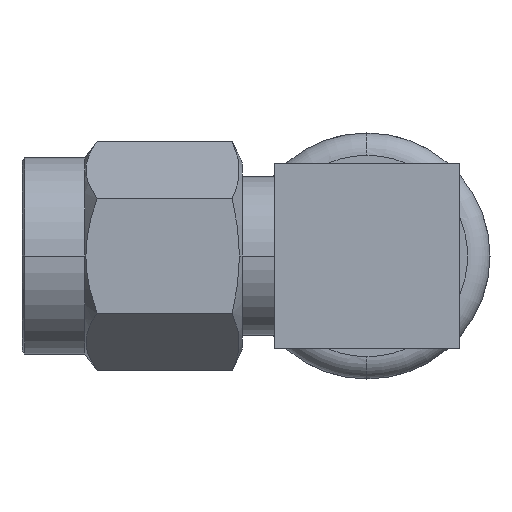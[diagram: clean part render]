
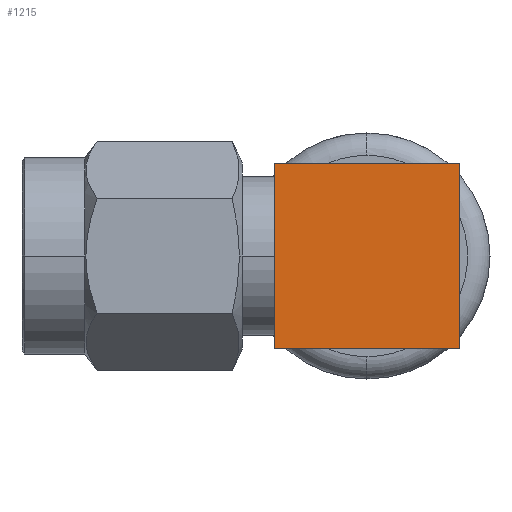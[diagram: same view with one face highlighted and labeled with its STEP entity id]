
A CAD part, left-side view. The second image highlights one B-rep face of the part: STEP entity #1215.
In plain terms, the highlighted planar face has unit normal (-1, 0, 0).
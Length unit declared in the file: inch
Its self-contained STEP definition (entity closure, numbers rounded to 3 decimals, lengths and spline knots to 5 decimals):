
#46 = DIRECTION ( 'NONE',  ( 0., 0., -1. ) ) ;
#73 = DIRECTION ( 'NONE',  ( 0., 0., -1. ) ) ;
#181 = VECTOR ( 'NONE', #46, 39.37008 ) ;
#246 = ORIENTED_EDGE ( 'NONE', *, *, #1418, .T. ) ;
#270 = FACE_OUTER_BOUND ( 'NONE', #1362, .T. ) ;
#399 = VERTEX_POINT ( 'NONE', #531 ) ;
#424 = AXIS2_PLACEMENT_3D ( 'NONE', #835, #2441, #73 ) ;
#531 = CARTESIAN_POINT ( 'NONE',  ( -0.26315, -0.13832, 0.13832 ) ) ;
#533 = DIRECTION ( 'NONE',  ( 0., 0., -1. ) ) ;
#665 = CARTESIAN_POINT ( 'NONE',  ( -0.26315, 0.13832, 0.13832 ) ) ;
#666 = ORIENTED_EDGE ( 'NONE', *, *, #1304, .T. ) ;
#702 = EDGE_CURVE ( 'NONE', #1566, #399, #901, .T. ) ;
#741 = LINE ( 'NONE', #1538, #1967 ) ;
#835 = CARTESIAN_POINT ( 'NONE',  ( -0.26315, 0.13832, 0.13832 ) ) ;
#848 = ORIENTED_EDGE ( 'NONE', *, *, #1983, .F. ) ;
#859 = ORIENTED_EDGE ( 'NONE', *, *, #702, .F. ) ;
#901 = LINE ( 'NONE', #665, #1670 ) ;
#1215 = ADVANCED_FACE ( 'NONE', ( #270 ), #1822, .F. ) ;
#1304 = EDGE_CURVE ( 'NONE', #2024, #1605, #741, .T. ) ;
#1362 = EDGE_LOOP ( 'NONE', ( #666, #848, #859, #246 ) ) ;
#1418 = EDGE_CURVE ( 'NONE', #1566, #2024, #2445, .T. ) ;
#1452 = DIRECTION ( 'NONE',  ( 0., -1., 0. ) ) ;
#1517 = LINE ( 'NONE', #2320, #2378 ) ;
#1538 = CARTESIAN_POINT ( 'NONE',  ( -0.26315, 0.13832, -0.13832 ) ) ;
#1566 = VERTEX_POINT ( 'NONE', #2459 ) ;
#1605 = VERTEX_POINT ( 'NONE', #2072 ) ;
#1670 = VECTOR ( 'NONE', #1452, 39.37008 ) ;
#1783 = CARTESIAN_POINT ( 'NONE',  ( -0.26315, 0.13832, 0.13832 ) ) ;
#1822 = PLANE ( 'NONE',  #424 ) ;
#1967 = VECTOR ( 'NONE', #1975, 39.37008 ) ;
#1975 = DIRECTION ( 'NONE',  ( 0., -1., 0. ) ) ;
#1983 = EDGE_CURVE ( 'NONE', #399, #1605, #1517, .T. ) ;
#2017 = CARTESIAN_POINT ( 'NONE',  ( -0.26315, 0.13832, -0.13832 ) ) ;
#2024 = VERTEX_POINT ( 'NONE', #2017 ) ;
#2072 = CARTESIAN_POINT ( 'NONE',  ( -0.26315, -0.13832, -0.13832 ) ) ;
#2320 = CARTESIAN_POINT ( 'NONE',  ( -0.26315, -0.13832, 0.13832 ) ) ;
#2378 = VECTOR ( 'NONE', #533, 39.37008 ) ;
#2441 = DIRECTION ( 'NONE',  ( 1., 0., 0. ) ) ;
#2445 = LINE ( 'NONE', #1783, #181 ) ;
#2459 = CARTESIAN_POINT ( 'NONE',  ( -0.26315, 0.13832, 0.13832 ) ) ;
